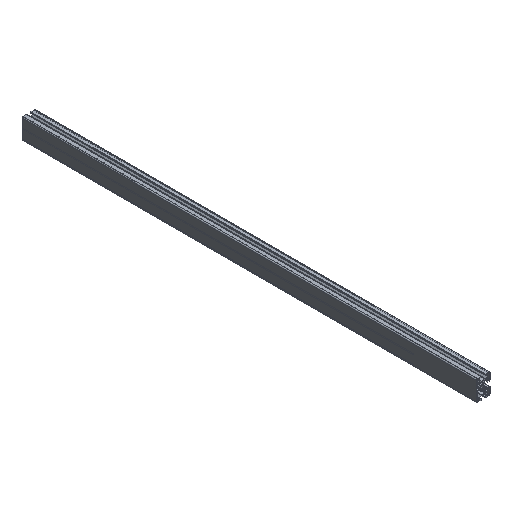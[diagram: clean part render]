
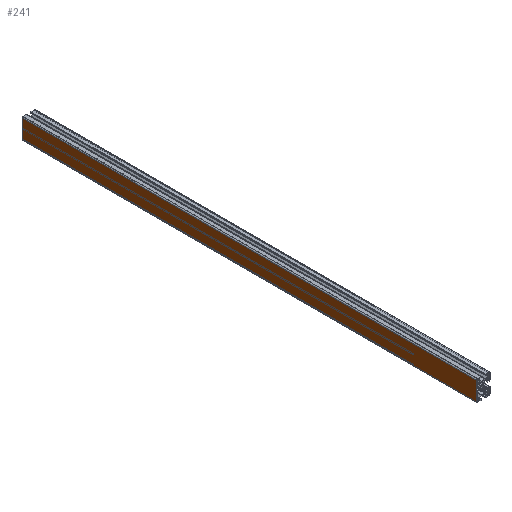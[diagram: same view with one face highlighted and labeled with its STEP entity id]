
A CAD part, isometric view. The second image highlights one B-rep face of the part: STEP entity #241.
In plain terms, the highlighted planar face has unit normal (-1, 0, 0).
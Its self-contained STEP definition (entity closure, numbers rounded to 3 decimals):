
#241=ADVANCED_FACE('',(#506),#507,.F.);
#506=FACE_OUTER_BOUND('',#848,.T.);
#507=PLANE('',#849);
#848=EDGE_LOOP('',(#1940,#1941,#1942,#1943));
#849=AXIS2_PLACEMENT_3D('',#1944,#1945,#1946);
#1940=ORIENTED_EDGE('',*,*,#2824,.F.);
#1941=ORIENTED_EDGE('',*,*,#2901,.F.);
#1942=ORIENTED_EDGE('',*,*,#2569,.F.);
#1943=ORIENTED_EDGE('',*,*,#2729,.T.);
#1944=CARTESIAN_POINT('',(-15.,50500.0,-10.25));
#1945=DIRECTION('',(1.0,0.,0.));
#1946=DIRECTION('',(0.,0.,-1.0));
#2569=EDGE_CURVE('',#3143,#3145,#3146,.T.);
#2729=EDGE_CURVE('',#3143,#3424,#3426,.T.);
#2824=EDGE_CURVE('',#3567,#3424,#3569,.T.);
#2901=EDGE_CURVE('',#3145,#3567,#3721,.T.);
#3143=VERTEX_POINT('',#4003);
#3145=VERTEX_POINT('',#4005);
#3146=LINE('',#4006,#4007);
#3424=VERTEX_POINT('',#4390);
#3426=LINE('',#4392,#4393);
#3567=VERTEX_POINT('',#4603);
#3569=LINE('',#4605,#4606);
#3721=LINE('',#4802,#4803);
#4003=CARTESIAN_POINT('',(-15.,1000.0,-20.5));
#4005=CARTESIAN_POINT('',(-15.,1000.0,20.5));
#4006=CARTESIAN_POINT('',(-15.,1000.0,-10.25));
#4007=VECTOR('',#5125,1.0);
#4390=CARTESIAN_POINT('',(-15.,0.0,-20.5));
#4392=CARTESIAN_POINT('',(-15.,50500.0,-20.5));
#4393=VECTOR('',#5393,1.0);
#4603=CARTESIAN_POINT('',(-15.,0.0,20.5));
#4605=CARTESIAN_POINT('',(-15.,0.0,-10.25));
#4606=VECTOR('',#5538,1.0);
#4802=CARTESIAN_POINT('',(-15.,50500.0,20.5));
#4803=VECTOR('',#5679,1.0);
#5125=DIRECTION('',(0.,0.,1.0));
#5393=DIRECTION('',(0.,-1.0,0.0));
#5538=DIRECTION('',(0.,0.,-1.0));
#5679=DIRECTION('',(0.,-1.0,0.0));
